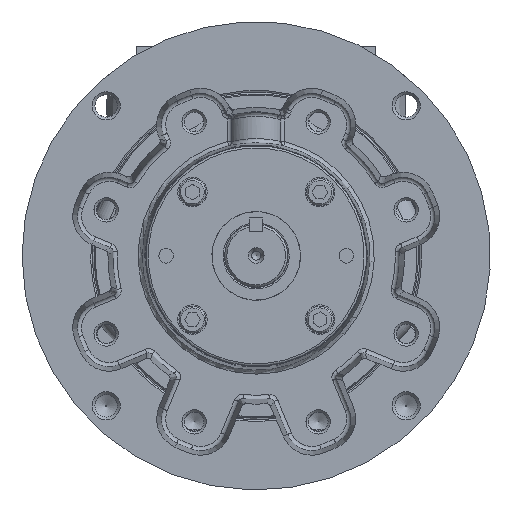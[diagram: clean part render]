
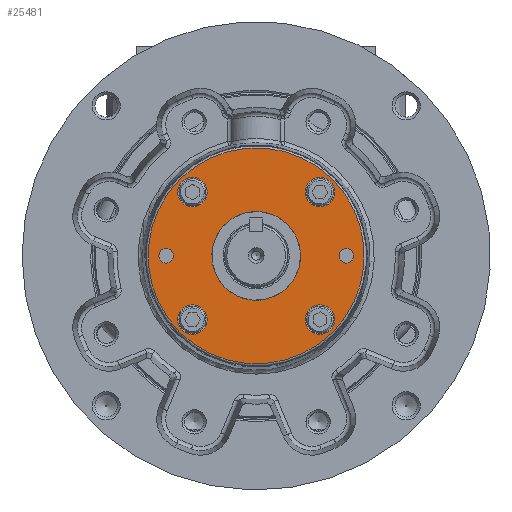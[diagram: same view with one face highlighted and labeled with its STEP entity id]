
A CAD part, top view. The second image highlights one B-rep face of the part: STEP entity #25481.
In plain terms, the highlighted face is planar.
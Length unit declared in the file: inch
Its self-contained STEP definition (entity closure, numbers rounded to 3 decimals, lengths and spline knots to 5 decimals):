
#180 = AXIS2_PLACEMENT_3D ( 'NONE', #20894, #35188, #13875 ) ;
#270 = DIRECTION ( 'NONE',  ( 0., 0., -1. ) ) ;
#736 = FACE_BOUND ( 'NONE', #13789, .T. ) ;
#870 = AXIS2_PLACEMENT_3D ( 'NONE', #30617, #34351, #16084 ) ;
#1643 = ORIENTED_EDGE ( 'NONE', *, *, #31500, .F. ) ;
#1695 = CARTESIAN_POINT ( 'NONE',  ( 0., 0., -1.49893 ) ) ;
#2149 = AXIS2_PLACEMENT_3D ( 'NONE', #15297, #40809, #37533 ) ;
#2191 = CARTESIAN_POINT ( 'NONE',  ( 0., 1.25, -0.205 ) ) ;
#2378 = CARTESIAN_POINT ( 'NONE',  ( 0., 0., -0.61468 ) ) ;
#5145 = FACE_BOUND ( 'NONE', #38898, .T. ) ;
#5557 = EDGE_LOOP ( 'NONE', ( #27965 ) ) ;
#5612 = ORIENTED_EDGE ( 'NONE', *, *, #26195, .F. ) ;
#6009 = DIRECTION ( 'NONE',  ( 1., 0., 0. ) ) ;
#6034 = CIRCLE ( 'NONE', #20256, 0.205 ) ;
#6194 = DIRECTION ( 'NONE',  ( 1., 0., 0. ) ) ;
#7266 = CARTESIAN_POINT ( 'NONE',  ( 0., 0., -1.25 ) ) ;
#7568 = EDGE_LOOP ( 'NONE', ( #32808 ) ) ;
#7743 = DIRECTION ( 'NONE',  ( 1., 0., 0. ) ) ;
#8653 = DIRECTION ( 'NONE',  ( 0., 0., -1. ) ) ;
#8973 = VERTEX_POINT ( 'NONE', #23271 ) ;
#9156 = CARTESIAN_POINT ( 'NONE',  ( 0., 0., -1.455 ) ) ;
#9208 = VERTEX_POINT ( 'NONE', #2191 ) ;
#9593 = VERTEX_POINT ( 'NONE', #33999 ) ;
#10002 = ORIENTED_EDGE ( 'NONE', *, *, #37990, .F. ) ;
#10292 = DIRECTION ( 'NONE',  ( 1., 0., 0. ) ) ;
#10327 = VERTEX_POINT ( 'NONE', #42675 ) ;
#12226 = CARTESIAN_POINT ( 'NONE',  ( 0., 0.88388, 0.78338 ) ) ;
#12418 = FACE_BOUND ( 'NONE', #42984, .T. ) ;
#12807 = AXIS2_PLACEMENT_3D ( 'NONE', #31092, #6009, #35509 ) ;
#13789 = EDGE_LOOP ( 'NONE', ( #30731 ) ) ;
#13875 = DIRECTION ( 'NONE',  ( 0., 0., -1. ) ) ;
#14953 = EDGE_LOOP ( 'NONE', ( #34970 ) ) ;
#15297 = CARTESIAN_POINT ( 'NONE',  ( 0., 1.25, 0. ) ) ;
#15730 = VERTEX_POINT ( 'NONE', #12226 ) ;
#15992 = EDGE_LOOP ( 'NONE', ( #1643 ) ) ;
#16084 = DIRECTION ( 'NONE',  ( 0., 0., -1. ) ) ;
#19206 = FACE_OUTER_BOUND ( 'NONE', #14953, .T. ) ;
#19615 = EDGE_CURVE ( 'NONE', #9208, #9208, #35765, .T. ) ;
#20256 = AXIS2_PLACEMENT_3D ( 'NONE', #25152, #42243, #31714 ) ;
#20318 = AXIS2_PLACEMENT_3D ( 'NONE', #33745, #44278, #8653 ) ;
#20894 = CARTESIAN_POINT ( 'NONE',  ( 0., -0.88388, -0.88388 ) ) ;
#21318 = FACE_BOUND ( 'NONE', #7568, .T. ) ;
#22265 = PLANE ( 'NONE',  #20318 ) ;
#23219 = VERTEX_POINT ( 'NONE', #1695 ) ;
#23271 = CARTESIAN_POINT ( 'NONE',  ( 0., 0., 1.045 ) ) ;
#23563 = EDGE_CURVE ( 'NONE', #8973, #8973, #6034, .T. ) ;
#25152 = CARTESIAN_POINT ( 'NONE',  ( 0., 0., 1.25 ) ) ;
#25481 = ADVANCED_FACE ( 'NONE', ( #21318, #35615, #12418, #736, #30247, #30014, #5145, #19206 ), #22265, .T. ) ;
#26195 = EDGE_CURVE ( 'NONE', #10327, #10327, #36827, .T. ) ;
#27965 = ORIENTED_EDGE ( 'NONE', *, *, #38881, .F. ) ;
#28023 = ORIENTED_EDGE ( 'NONE', *, *, #36140, .F. ) ;
#28651 = AXIS2_PLACEMENT_3D ( 'NONE', #7266, #10292, #42884 ) ;
#30014 = FACE_BOUND ( 'NONE', #15992, .T. ) ;
#30247 = FACE_BOUND ( 'NONE', #32771, .T. ) ;
#30489 = VERTEX_POINT ( 'NONE', #9156 ) ;
#30617 = CARTESIAN_POINT ( 'NONE',  ( 0., 0.88388, 0.88388 ) ) ;
#30716 = VERTEX_POINT ( 'NONE', #2378 ) ;
#30731 = ORIENTED_EDGE ( 'NONE', *, *, #19615, .F. ) ;
#31092 = CARTESIAN_POINT ( 'NONE',  ( 0., 0., 0. ) ) ;
#31500 = EDGE_CURVE ( 'NONE', #15730, #15730, #33766, .T. ) ;
#31714 = DIRECTION ( 'NONE',  ( 0., 0., -1. ) ) ;
#32771 = EDGE_LOOP ( 'NONE', ( #10002 ) ) ;
#32808 = ORIENTED_EDGE ( 'NONE', *, *, #23563, .F. ) ;
#33030 = CIRCLE ( 'NONE', #12807, 0.61468 ) ;
#33745 = CARTESIAN_POINT ( 'NONE',  ( 0., 0., 0. ) ) ;
#33766 = CIRCLE ( 'NONE', #870, 0.1005 ) ;
#33999 = CARTESIAN_POINT ( 'NONE',  ( 0., -0.88388, -0.98438 ) ) ;
#34351 = DIRECTION ( 'NONE',  ( 1., 0., 0. ) ) ;
#34970 = ORIENTED_EDGE ( 'NONE', *, *, #37273, .T. ) ;
#35188 = DIRECTION ( 'NONE',  ( 1., 0., 0. ) ) ;
#35509 = DIRECTION ( 'NONE',  ( 0., 0., -1. ) ) ;
#35615 = FACE_BOUND ( 'NONE', #5557, .T. ) ;
#35765 = CIRCLE ( 'NONE', #2149, 0.205 ) ;
#35853 = CARTESIAN_POINT ( 'NONE',  ( 0., -1.25, 0. ) ) ;
#36140 = EDGE_CURVE ( 'NONE', #30716, #30716, #33030, .T. ) ;
#36827 = CIRCLE ( 'NONE', #44311, 0.205 ) ;
#37273 = EDGE_CURVE ( 'NONE', #23219, #23219, #45779, .T. ) ;
#37533 = DIRECTION ( 'NONE',  ( 0., 0., -1. ) ) ;
#37990 = EDGE_CURVE ( 'NONE', #9593, #9593, #42053, .T. ) ;
#38295 = CARTESIAN_POINT ( 'NONE',  ( 0., 0., 0. ) ) ;
#38512 = DIRECTION ( 'NONE',  ( 0., 0., -1. ) ) ;
#38881 = EDGE_CURVE ( 'NONE', #30489, #30489, #42091, .T. ) ;
#38898 = EDGE_LOOP ( 'NONE', ( #28023 ) ) ;
#40809 = DIRECTION ( 'NONE',  ( 1., 0., 0. ) ) ;
#42053 = CIRCLE ( 'NONE', #180, 0.1005 ) ;
#42091 = CIRCLE ( 'NONE', #28651, 0.205 ) ;
#42243 = DIRECTION ( 'NONE',  ( 1., 0., 0. ) ) ;
#42675 = CARTESIAN_POINT ( 'NONE',  ( 0., -1.25, -0.205 ) ) ;
#42801 = AXIS2_PLACEMENT_3D ( 'NONE', #38295, #6194, #38512 ) ;
#42884 = DIRECTION ( 'NONE',  ( 0., 0., -1. ) ) ;
#42984 = EDGE_LOOP ( 'NONE', ( #5612 ) ) ;
#44278 = DIRECTION ( 'NONE',  ( 1., 0., 0. ) ) ;
#44311 = AXIS2_PLACEMENT_3D ( 'NONE', #35853, #7743, #270 ) ;
#45779 = CIRCLE ( 'NONE', #42801, 1.49893 ) ;
